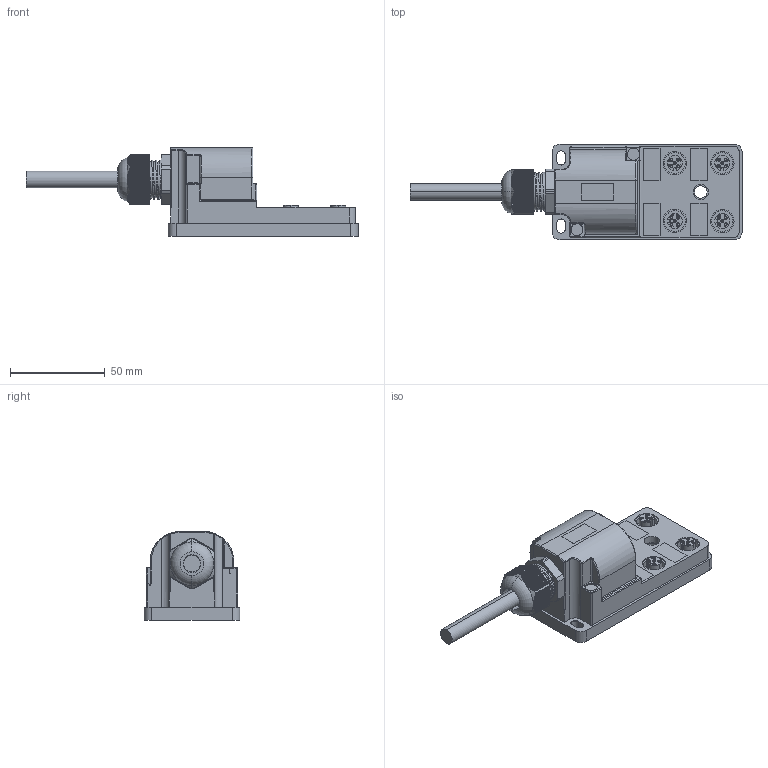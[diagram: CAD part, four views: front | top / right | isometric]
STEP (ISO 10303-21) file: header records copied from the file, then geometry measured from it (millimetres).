
FILE_DESCRIPTION (( 'STEP AP214' ), '1' );
FILE_NAME ('ZP-JBH45-2P-ZZ.STEP', '2017-10-04T19:49:55', ( 'Mencom User' ), ( 'Hewlett-Packard Company' ), 'SwSTEP 2.0', 'SolidWorks 2016', '' );
FILE_SCHEMA (( 'AUTOMOTIVE_DESIGN' ));
Length unit declared in the file: millimetre
Products named in the file (1): ZP-JBH45-2P-ZZ
Bounding box: 175.01 x 50.57 x 46.89 mm (x, y, z)
Volume: 136143.9 mm3; surface area: 31282.7 mm2
Topology: 8 solids, 14 shells, 1071 faces, 2734 edges, 1770 vertices
Faces by surface type: plane 640, cylinder 269, bspline 93, cone 47, torus 17, sphere 5
Entity records: 49545 total; most frequent: CARTESIAN_POINT 12857, ORIENTED_EDGE 5458, DIRECTION 4718, EDGE_CURVE 2729, VERTEX_POINT 1770, VECTOR 1672, LINE 1672, AXIS2_PLACEMENT_3D 1523
